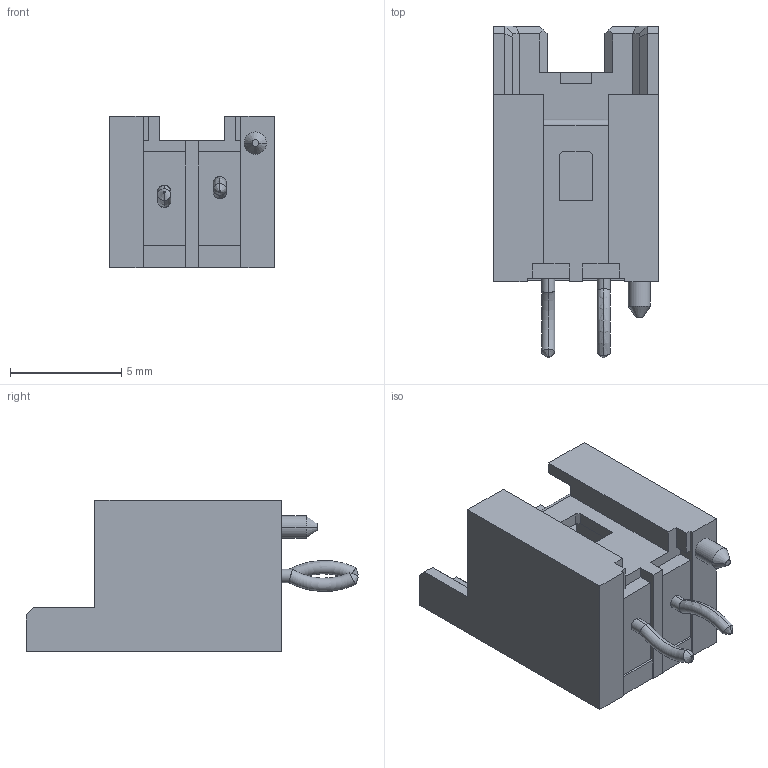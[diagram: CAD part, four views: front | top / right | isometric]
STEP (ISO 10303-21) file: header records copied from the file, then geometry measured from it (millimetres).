
FILE_DESCRIPTION((''),'2;1');
FILE_NAME('533750210','2014-07-25T',('me'),(''),'PRO/ENGINEER BY PARAMETRIC TECHNOLOGY CORPORATION, 2011490','PRO/ENGINEER BY PARAMETRIC TECHNOLOGY CORPORATION, 2011490','');
FILE_SCHEMA(('CONFIG_CONTROL_DESIGN'));
Length unit declared in the file: millimetre
Products named in the file (1): 533750210
Bounding box: 7.4 x 14.93 x 6.8 mm (x, y, z)
Volume: 237.6 mm3; surface area: 578.3 mm2
Topology: 1 solids, 1 shells, 121 faces, 326 edges, 220 vertices
Faces by surface type: plane 96, cylinder 11, cone 6, torus 4, bspline 4
Entity records: 4040 total; most frequent: CARTESIAN_POINT 1003, ORIENTED_EDGE 624, DIRECTION 578, EDGE_CURVE 312, VECTOR 276, LINE 276, VERTEX_POINT 198, AXIS2_PLACEMENT_3D 151
